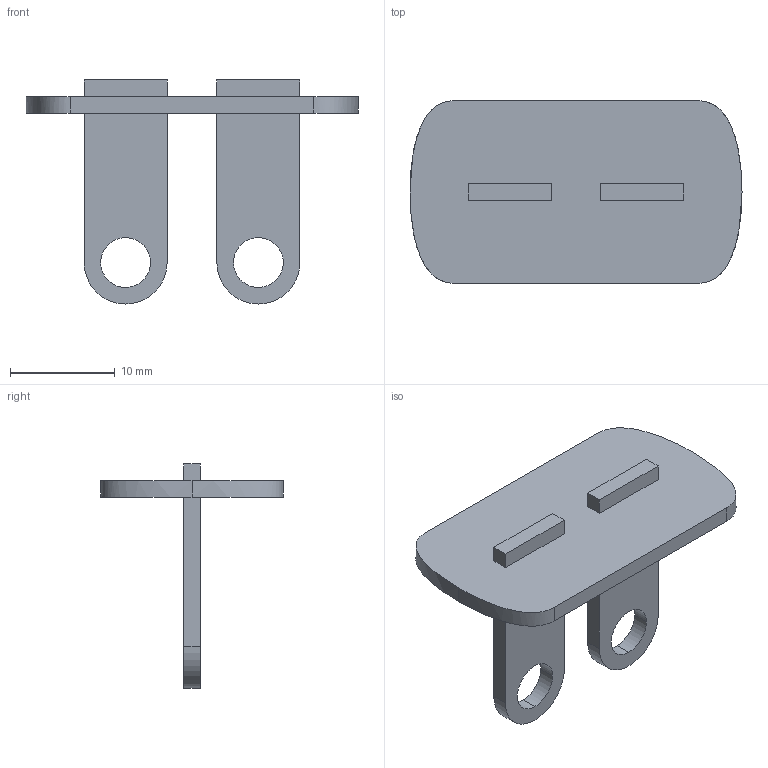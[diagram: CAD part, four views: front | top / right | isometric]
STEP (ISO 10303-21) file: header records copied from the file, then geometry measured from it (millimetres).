
FILE_DESCRIPTION(('TurboCAD Mac Pro'),'Build 980');
FILE_NAME('P6353.stp',' ',(''),(''),'ACIS Interop','IMSI','TurboCAD Mac Pro BY IMSI, INCORPORATED');
FILE_SCHEMA(('automotive_design'));
Length unit declared in the file: inch
Products named in the file (1): 1
Bounding box: 31.75 x 17.46 x 21.43 mm (x, y, z)
Volume: 1259.9 mm3; surface area: 1891.9 mm2
Topology: 1 solids, 1 shells, 38 faces, 96 edges, 64 vertices
Faces by surface type: plane 22, bspline 16
Entity records: 1552 total; most frequent: CARTESIAN_POINT 407, ORIENTED_EDGE 192, DIRECTION 110, EDGE_CURVE 96, VERTEX_POINT 64, LINE 64, VECTOR 64, EDGE_LOOP 46
